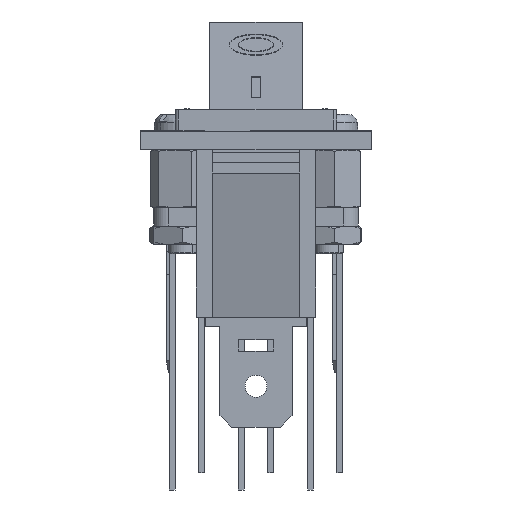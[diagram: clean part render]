
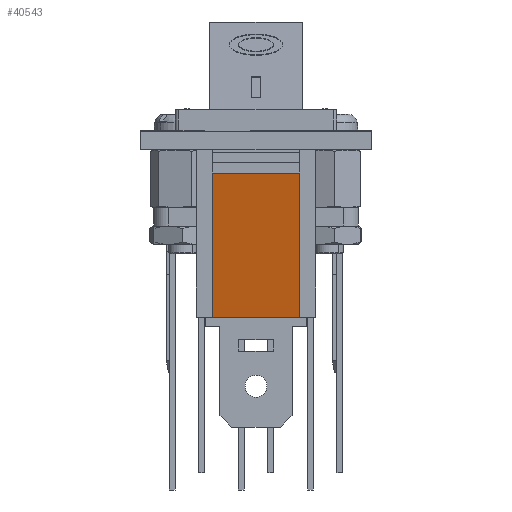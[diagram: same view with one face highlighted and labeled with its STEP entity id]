
A CAD part, front view. The second image highlights one B-rep face of the part: STEP entity #40543.
In plain terms, the highlighted planar face has unit normal (0, -0.972, -0.233).
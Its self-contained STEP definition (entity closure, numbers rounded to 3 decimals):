
#724 = CARTESIAN_POINT ( 'NONE',  ( -3.8, -14.1, -16.1 ) ) ;
#2355 = LINE ( 'NONE', #31091, #8329 ) ;
#2858 = PLANE ( 'NONE',  #19570 ) ;
#3166 = EDGE_LOOP ( 'NONE', ( #23395, #9708, #17461, #23102 ) ) ;
#5401 = DIRECTION ( 'NONE',  ( -1., 0., 0. ) ) ;
#6749 = FACE_OUTER_BOUND ( 'NONE', #3166, .T. ) ;
#7490 = VERTEX_POINT ( 'NONE', #42564 ) ;
#8329 = VECTOR ( 'NONE', #5401, 1000. ) ;
#9018 = VECTOR ( 'NONE', #23391, 1000. ) ;
#9708 = ORIENTED_EDGE ( 'NONE', *, *, #35756, .F. ) ;
#9946 = VECTOR ( 'NONE', #20037, 1000. ) ;
#9977 = CARTESIAN_POINT ( 'NONE',  ( 3.8, -17.1, -3.6 ) ) ;
#10154 = LINE ( 'NONE', #37188, #37536 ) ;
#12569 = EDGE_CURVE ( 'NONE', #42081, #22581, #33978, .T. ) ;
#16034 = CARTESIAN_POINT ( 'NONE',  ( 3.8, -14.1, -16.1 ) ) ;
#17461 = ORIENTED_EDGE ( 'NONE', *, *, #40957, .T. ) ;
#19570 = AXIS2_PLACEMENT_3D ( 'NONE', #16034, #39354, #29173 ) ;
#19873 = DIRECTION ( 'NONE',  ( -1., 0., 0. ) ) ;
#20037 = DIRECTION ( 'NONE',  ( 0., -0.233, 0.972 ) ) ;
#22581 = VERTEX_POINT ( 'NONE', #27774 ) ;
#23102 = ORIENTED_EDGE ( 'NONE', *, *, #39044, .T. ) ;
#23391 = DIRECTION ( 'NONE',  ( 0., -0.233, 0.972 ) ) ;
#23395 = ORIENTED_EDGE ( 'NONE', *, *, #12569, .F. ) ;
#26031 = CARTESIAN_POINT ( 'NONE',  ( 3.8, -14.1, -16.1 ) ) ;
#27774 = CARTESIAN_POINT ( 'NONE',  ( -3.8, -17.1, -3.6 ) ) ;
#29173 = DIRECTION ( 'NONE',  ( 0., 0.233, -0.972 ) ) ;
#31091 = CARTESIAN_POINT ( 'NONE',  ( 3.8, -14.1, -16.1 ) ) ;
#33978 = LINE ( 'NONE', #724, #9018 ) ;
#35756 = EDGE_CURVE ( 'NONE', #7490, #42081, #2355, .T. ) ;
#36231 = LINE ( 'NONE', #26031, #9946 ) ;
#37188 = CARTESIAN_POINT ( 'NONE',  ( 3.8, -17.1, -3.6 ) ) ;
#37536 = VECTOR ( 'NONE', #19873, 1000. ) ;
#38737 = CARTESIAN_POINT ( 'NONE',  ( -3.8, -14.1, -16.1 ) ) ;
#39044 = EDGE_CURVE ( 'NONE', #40646, #22581, #10154, .T. ) ;
#39354 = DIRECTION ( 'NONE',  ( 0., -0.972, -0.233 ) ) ;
#40543 = ADVANCED_FACE ( 'NONE', ( #6749 ), #2858, .T. ) ;
#40646 = VERTEX_POINT ( 'NONE', #9977 ) ;
#40957 = EDGE_CURVE ( 'NONE', #7490, #40646, #36231, .T. ) ;
#42081 = VERTEX_POINT ( 'NONE', #38737 ) ;
#42564 = CARTESIAN_POINT ( 'NONE',  ( 3.8, -14.1, -16.1 ) ) ;
